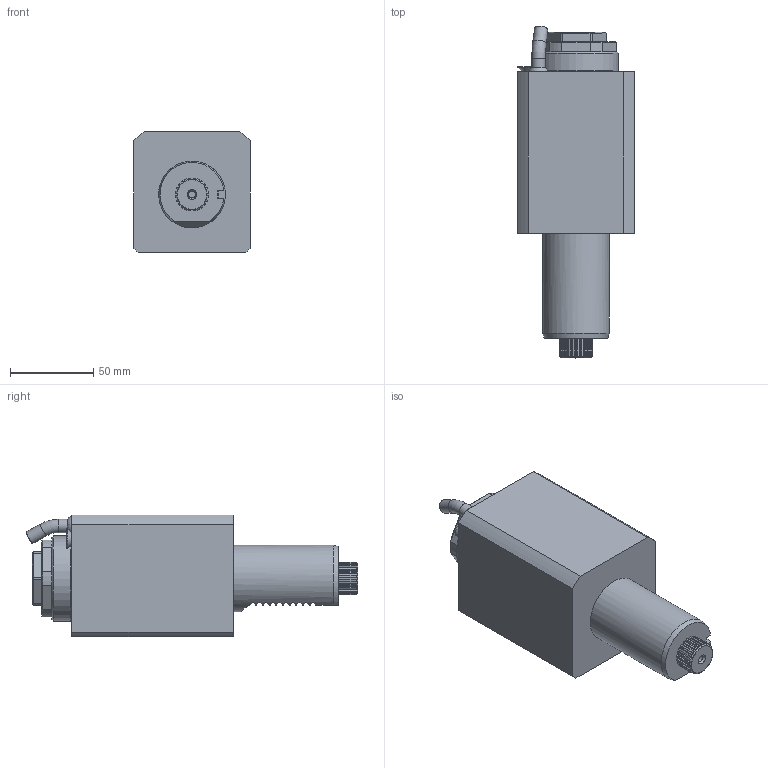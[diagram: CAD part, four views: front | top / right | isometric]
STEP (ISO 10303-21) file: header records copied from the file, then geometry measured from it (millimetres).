
FILE_DESCRIPTION (( 'STEP AP214' ), '1' );
FILE_NAME ('RAPPS40121US3.STEP', '2022-07-16T07:31:07', ( '' ), ( '' ), 'SwSTEP 2.0', 'SolidWorks 2016', '' );
FILE_SCHEMA (( 'AUTOMOTIVE_DESIGN' ));
Length unit declared in the file: millimetre
Products named in the file (1): RAPPS40121US3
Bounding box: 70 x 198.95 x 73 mm (x, y, z)
Volume: 609070.9 mm3; surface area: 51734.6 mm2
Topology: 2 solids, 10 shells, 616 faces, 1594 edges, 1049 vertices
Faces by surface type: plane 381, cylinder 102, bspline 88, cone 42, torus 2, sphere 1
Full cylindrical faces by diameter (mm): 1.7 x1, 2.1 x1, 3.3 x5, 4 x2, 4.2 x1, 6.366 x1, 6.8 x1, 8 x2, 11.57 x1, 38.5 x1, 40 x1, 51 x1
Entity records: 27923 total; most frequent: CARTESIAN_POINT 9365, ORIENTED_EDGE 3078, DIRECTION 2467, EDGE_CURVE 1539, VERTEX_POINT 1029, LINE 949, VECTOR 949, AXIS2_PLACEMENT_3D 759
